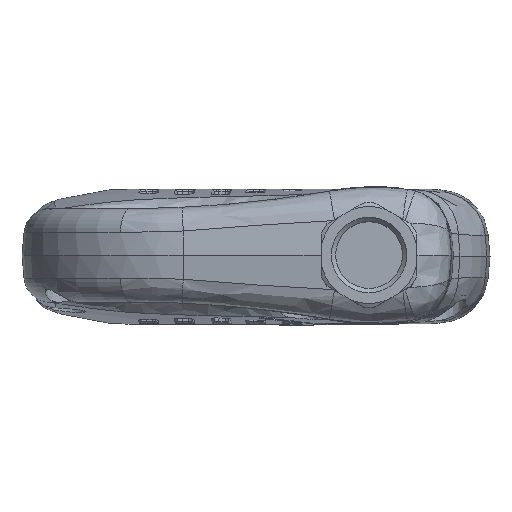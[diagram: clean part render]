
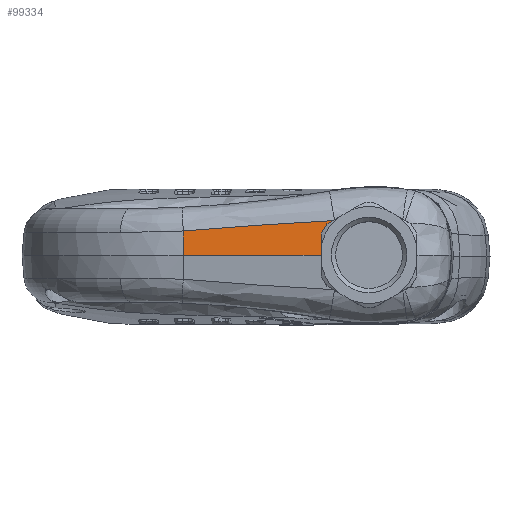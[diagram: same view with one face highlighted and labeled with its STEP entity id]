
A CAD part, top view. The second image highlights one B-rep face of the part: STEP entity #99334.
In plain terms, the highlighted planar face has unit normal (-0.013, 0.087, 0.996).
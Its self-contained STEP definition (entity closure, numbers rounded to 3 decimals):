
#2042=ELLIPSE('',#105155,13.197,12.99);
#4429=LINE('',#136973,#8221);
#4946=LINE('',#144738,#8738);
#4947=LINE('',#144768,#8739);
#8221=VECTOR('',#114541,1000.);
#8738=VECTOR('',#117330,1000.);
#8739=VECTOR('',#117333,1000.);
#11824=B_SPLINE_CURVE_WITH_KNOTS('',2,(#144742,#144743,#144744,#144745,
#144746,#144747,#144748,#144749,#144750,#144751,#144752,#144753,#144754,
#144755,#144756,#144757,#144758,#144759,#144760,#144761,#144762,#144763,
#144764,#144765,#144766),.UNSPECIFIED.,.F.,.F.,(3,2,2,2,2,2,2,2,2,2,2,2,
3),(0.,0.063,0.125,0.188,0.219,0.25,0.313,0.375,0.393,
0.406,0.438,0.5,1.),.UNSPECIFIED.);
#14953=PLANE('',#105154);
#24736=ORIENTED_EDGE('',*,*,#41213,.F.);
#24737=ORIENTED_EDGE('',*,*,#39487,.T.);
#24738=ORIENTED_EDGE('',*,*,#41214,.F.);
#24739=ORIENTED_EDGE('',*,*,#41215,.T.);
#24740=ORIENTED_EDGE('',*,*,#41216,.T.);
#39487=EDGE_CURVE('',#48677,#48678,#4429,.T.);
#41213=EDGE_CURVE('',#48677,#49915,#4946,.T.);
#41214=EDGE_CURVE('',#49916,#48678,#2042,.T.);
#41215=EDGE_CURVE('',#49916,#49917,#11824,.T.);
#41216=EDGE_CURVE('',#49917,#49915,#4947,.T.);
#48677=VERTEX_POINT('',#136974);
#48678=VERTEX_POINT('',#136975);
#49915=VERTEX_POINT('',#144739);
#49916=VERTEX_POINT('',#144741);
#49917=VERTEX_POINT('',#144767);
#56066=EDGE_LOOP('',(#24736,#24737,#24738,#24739,#24740));
#60419=FACE_BOUND('',#56066,.T.);
#99334=ADVANCED_FACE('',(#60419),#14953,.T.);
#105154=AXIS2_PLACEMENT_3D('',#144737,#117328,#117329);
#105155=AXIS2_PLACEMENT_3D('',#144740,#117331,#117332);
#114541=DIRECTION('',(0.,0.996,-0.087));
#117328=DIRECTION('',(-0.013,0.087,0.996));
#117329=DIRECTION('',(-0.001,-0.996,0.087));
#117330=DIRECTION('',(-1.,0.,-0.013));
#117331=DIRECTION('',(-0.013,0.087,0.996));
#117332=DIRECTION('',(0.151,-0.985,0.088));
#117333=DIRECTION('',(-0.001,-0.996,0.087));
#136973=CARTESIAN_POINT('',(-11.,6.375,168.777));
#136974=CARTESIAN_POINT('',(-11.,0.,169.335));
#136975=CARTESIAN_POINT('',(-11.,4.525,168.939));
#144737=CARTESIAN_POINT('',(17.666,0.,169.72));
#144738=CARTESIAN_POINT('',(17.666,0.,169.72));
#144739=CARTESIAN_POINT('',(-42.664,0.,168.909));
#144740=CARTESIAN_POINT('',(0.306,-1.992,169.661));
#144741=CARTESIAN_POINT('',(-8.274,7.907,168.68));
#144742=CARTESIAN_POINT('',(-7.894,7.97,168.679));
#144743=CARTESIAN_POINT('',(-8.907,7.793,168.681));
#144744=CARTESIAN_POINT('',(-10.063,7.698,168.674));
#144745=CARTESIAN_POINT('',(-11.055,7.617,168.668));
#144746=CARTESIAN_POINT('',(-12.255,7.588,168.654));
#144747=CARTESIAN_POINT('',(-13.136,7.567,168.644));
#144748=CARTESIAN_POINT('',(-14.457,7.571,168.626));
#144749=CARTESIAN_POINT('',(-14.509,7.571,168.625));
#144750=CARTESIAN_POINT('',(-15.559,7.576,168.611));
#144751=CARTESIAN_POINT('',(-16.221,7.578,168.602));
#144752=CARTESIAN_POINT('',(-16.659,7.577,168.596));
#144753=CARTESIAN_POINT('',(-17.915,7.575,168.579));
#144754=CARTESIAN_POINT('',(-18.848,7.538,168.57));
#144755=CARTESIAN_POINT('',(-20.022,7.492,168.558));
#144756=CARTESIAN_POINT('',(-21.019,7.383,168.554));
#144757=CARTESIAN_POINT('',(-21.178,7.366,168.554));
#144758=CARTESIAN_POINT('',(-21.636,7.309,168.552));
#144759=CARTESIAN_POINT('',(-21.866,7.281,168.552));
#144760=CARTESIAN_POINT('',(-22.098,7.253,168.551));
#144761=CARTESIAN_POINT('',(-22.636,7.187,168.55));
#144762=CARTESIAN_POINT('',(-23.176,7.124,168.548));
#144763=CARTESIAN_POINT('',(-24.254,6.997,168.545));
#144764=CARTESIAN_POINT('',(-25.335,6.879,168.54));
#144765=CARTESIAN_POINT('',(-33.975,5.934,168.507));
#144766=CARTESIAN_POINT('',(-42.658,5.545,168.424));
#144767=CARTESIAN_POINT('',(-42.658,5.545,168.424));
#144768=CARTESIAN_POINT('',(-42.664,0.,168.909));
